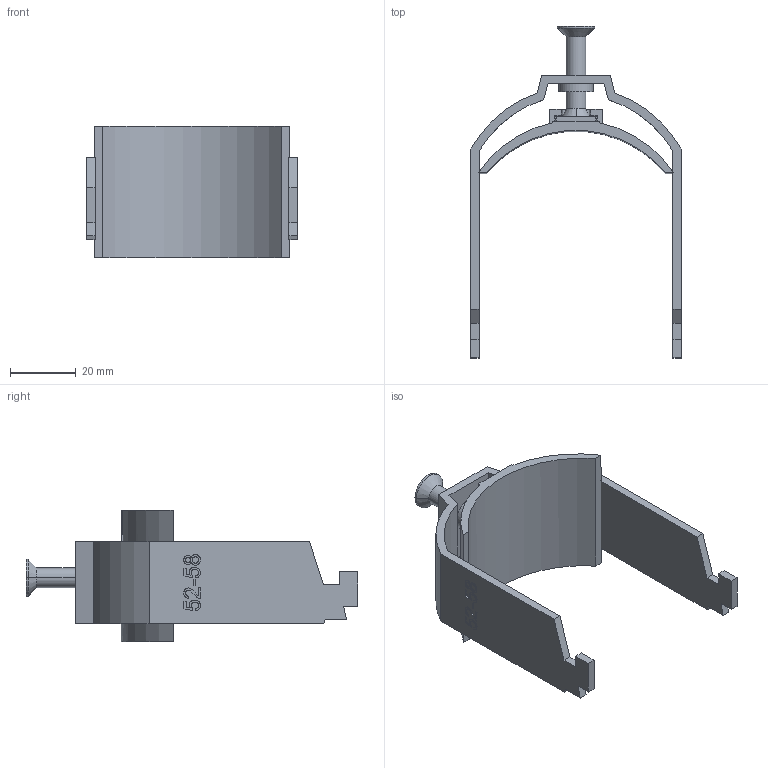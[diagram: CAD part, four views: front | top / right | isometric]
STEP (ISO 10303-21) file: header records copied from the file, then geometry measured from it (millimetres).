
FILE_DESCRIPTION (( 'STEP AP214' ), '1' );
FILE_NAME ('1187250.STEP', '2023-12-21T08:40:26', ( '' ), ( '' ), 'SwSTEP 2.0', 'SolidWorks 2022', '' );
FILE_SCHEMA (( 'AUTOMOTIVE_DESIGN' ));
Length unit declared in the file: millimetre
Products named in the file (5): countersunk flat head cross recess screw_din_ISO 7046-1 - M6 x 25 - Z --- 25C; EB104-10-02_Standard; 157129_1Fach; EB104-00-04_Standard; 1187250
Assembly tree (4 placements, depth 2):
  1187250
    157129_1Fach
    countersunk flat head cross recess screw_din_ISO 7046-1 - M6 x 25 - Z --- 25C
    EB104-00-04_Standard
    EB104-10-02_Standard
Bounding box: 64 x 101 x 40.09 mm (x, y, z)
Volume: 20953.3 mm3; surface area: 18903.9 mm2
Topology: 4 solids, 4 shells, 190 faces, 509 edges, 338 vertices
Faces by surface type: plane 125, bspline 43, cylinder 18, cone 4
Entity records: 8423 total; most frequent: CARTESIAN_POINT 3695, ORIENTED_EDGE 1018, DIRECTION 775, EDGE_CURVE 509, VECTOR 379, LINE 379, VERTEX_POINT 338, EDGE_LOOP 205
